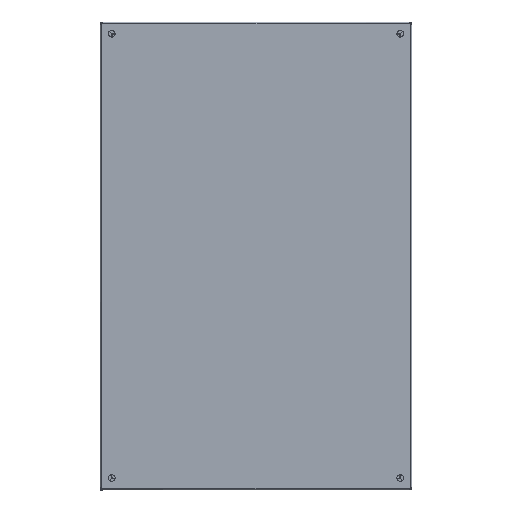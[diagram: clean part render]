
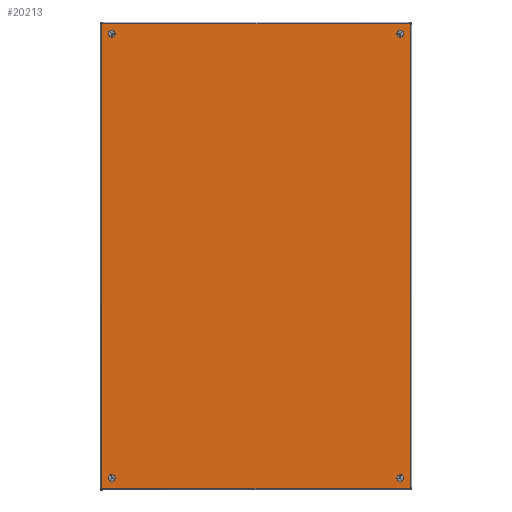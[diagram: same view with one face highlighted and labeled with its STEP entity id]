
A CAD part, top view. The second image highlights one B-rep face of the part: STEP entity #20213.
In plain terms, the highlighted face is planar.
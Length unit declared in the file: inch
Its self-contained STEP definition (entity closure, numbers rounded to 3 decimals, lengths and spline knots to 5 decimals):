
#15298=CARTESIAN_POINT('',(0.53125,0.75,0.0));
#15299=VERTEX_POINT('',#15298);
#15300=CARTESIAN_POINT('',(0.75,0.75,0.0));
#15301=DIRECTION('',(0.0,0.0,1.0));
#15302=DIRECTION('',(1.0,0.0,0.0));
#15303=AXIS2_PLACEMENT_3D('',#15300,#15301,#15302);
#15304=CIRCLE('',#15303,0.21875);
#15305=EDGE_CURVE('',#15299,#15299,#15304,.T.);
#15326=CARTESIAN_POINT('',(19.03125,0.75,0.0));
#15327=VERTEX_POINT('',#15326);
#15328=CARTESIAN_POINT('',(19.25,0.75,0.0));
#15329=DIRECTION('',(0.0,0.0,1.0));
#15330=DIRECTION('',(1.0,0.0,0.0));
#15331=AXIS2_PLACEMENT_3D('',#15328,#15329,#15330);
#15332=CIRCLE('',#15331,0.21875);
#15333=EDGE_CURVE('',#15327,#15327,#15332,.T.);
#15354=CARTESIAN_POINT('',(0.53125,29.25,0.0));
#15355=VERTEX_POINT('',#15354);
#15356=CARTESIAN_POINT('',(0.75,29.25,0.0));
#15357=DIRECTION('',(0.0,0.0,1.0));
#15358=DIRECTION('',(1.0,0.0,0.0));
#15359=AXIS2_PLACEMENT_3D('',#15356,#15357,#15358);
#15360=CIRCLE('',#15359,0.21875);
#15361=EDGE_CURVE('',#15355,#15355,#15360,.T.);
#15382=CARTESIAN_POINT('',(19.03125,29.25,0.0));
#15383=VERTEX_POINT('',#15382);
#15384=CARTESIAN_POINT('',(19.25,29.25,0.0));
#15385=DIRECTION('',(0.0,0.0,1.0));
#15386=DIRECTION('',(1.0,0.0,0.0));
#15387=AXIS2_PLACEMENT_3D('',#15384,#15385,#15386);
#15388=CIRCLE('',#15387,0.21875);
#15389=EDGE_CURVE('',#15383,#15383,#15388,.T.);
#18991=CARTESIAN_POINT('',(19.89475,29.88277,0.0));
#18992=VERTEX_POINT('',#18991);
#19089=CARTESIAN_POINT('',(19.89475,0.11723,0.0));
#19090=VERTEX_POINT('',#19089);
#19133=CARTESIAN_POINT('',(19.89475,29.88277,0.0));
#19134=DIRECTION('',(0.0,-1.0,0.0));
#19135=VECTOR('',#19134,29.76553);
#19136=LINE('',#19133,#19135);
#19137=EDGE_CURVE('',#18992,#19090,#19136,.T.);
#19308=CARTESIAN_POINT('',(0.11723,29.89475,0.));
#19309=VERTEX_POINT('',#19308);
#19406=CARTESIAN_POINT('',(19.88277,29.89475,0.0));
#19407=VERTEX_POINT('',#19406);
#19450=CARTESIAN_POINT('',(0.11723,29.89475,0.0));
#19451=DIRECTION('',(1.0,0.0,0.0));
#19452=VECTOR('',#19451,19.76553);
#19453=LINE('',#19450,#19452);
#19454=EDGE_CURVE('',#19309,#19407,#19453,.T.);
#19621=CARTESIAN_POINT('',(0.10525,0.11723,0.0));
#19622=VERTEX_POINT('',#19621);
#19719=CARTESIAN_POINT('',(0.10525,29.88277,0.0));
#19720=VERTEX_POINT('',#19719);
#19763=CARTESIAN_POINT('',(0.10525,0.11723,0.0));
#19764=DIRECTION('',(0.0,1.0,0.0));
#19765=VECTOR('',#19764,29.76553);
#19766=LINE('',#19763,#19765);
#19767=EDGE_CURVE('',#19622,#19720,#19766,.T.);
#19934=CARTESIAN_POINT('',(19.88277,0.10525,0.0));
#19935=VERTEX_POINT('',#19934);
#19990=CARTESIAN_POINT('',(0.11723,0.10525,0.0));
#19991=VERTEX_POINT('',#19990);
#20005=CARTESIAN_POINT('',(19.88277,0.10525,0.0));
#20006=DIRECTION('',(-1.0,0.0,0.0));
#20007=VECTOR('',#20006,19.76553);
#20008=LINE('',#20005,#20007);
#20009=EDGE_CURVE('',#19935,#19991,#20008,.T.);
#20100=CARTESIAN_POINT('',(0.06211,0.06211,0.0));
#20101=DIRECTION('',(0.0,0.0,1.0));
#20102=DIRECTION('',(1.0,0.0,0.0));
#20103=AXIS2_PLACEMENT_3D('',#20100,#20101,#20102);
#20104=CIRCLE('',#20103,0.07);
#20105=EDGE_CURVE('',#19991,#19622,#20104,.T.);
#20162=CARTESIAN_POINT('',(19.93789,0.06211,0.0));
#20163=DIRECTION('',(0.0,0.0,1.0));
#20164=DIRECTION('',(1.0,0.0,0.0));
#20165=AXIS2_PLACEMENT_3D('',#20162,#20163,#20164);
#20166=CIRCLE('',#20165,0.07);
#20167=EDGE_CURVE('',#19090,#19935,#20166,.T.);
#20174=CARTESIAN_POINT('',(10.,15.,0.0));
#20175=DIRECTION('',(0.0,0.0,1.0));
#20176=DIRECTION('',(1.0,0.0,0.0));
#20177=AXIS2_PLACEMENT_3D('',#20174,#20175,#20176);
#20178=PLANE('',#20177);
#20179=ORIENTED_EDGE('',*,*,#20009,.T.);
#20180=ORIENTED_EDGE('',*,*,#20105,.T.);
#20181=ORIENTED_EDGE('',*,*,#19767,.T.);
#20182=CARTESIAN_POINT('',(0.06211,29.93789,0.0));
#20183=DIRECTION('',(0.0,0.0,1.0));
#20184=DIRECTION('',(1.0,0.0,0.0));
#20185=AXIS2_PLACEMENT_3D('',#20182,#20183,#20184);
#20186=CIRCLE('',#20185,0.07);
#20187=EDGE_CURVE('',#19720,#19309,#20186,.T.);
#20188=ORIENTED_EDGE('',*,*,#20187,.T.);
#20189=ORIENTED_EDGE('',*,*,#19454,.T.);
#20190=CARTESIAN_POINT('',(19.93789,29.93789,0.0));
#20191=DIRECTION('',(0.0,0.0,1.0));
#20192=DIRECTION('',(1.0,0.0,0.0));
#20193=AXIS2_PLACEMENT_3D('',#20190,#20191,#20192);
#20194=CIRCLE('',#20193,0.07);
#20195=EDGE_CURVE('',#19407,#18992,#20194,.T.);
#20196=ORIENTED_EDGE('',*,*,#20195,.T.);
#20197=ORIENTED_EDGE('',*,*,#19137,.T.);
#20198=ORIENTED_EDGE('',*,*,#20167,.T.);
#20199=EDGE_LOOP('',(#20179,#20180,#20181,#20188,#20189,#20196,#20197,#20198));
#20200=FACE_OUTER_BOUND('',#20199,.T.);
#20201=ORIENTED_EDGE('',*,*,#15305,.T.);
#20202=EDGE_LOOP('',(#20201));
#20203=FACE_BOUND('',#20202,.T.);
#20204=ORIENTED_EDGE('',*,*,#15333,.T.);
#20205=EDGE_LOOP('',(#20204));
#20206=FACE_BOUND('',#20205,.T.);
#20207=ORIENTED_EDGE('',*,*,#15361,.T.);
#20208=EDGE_LOOP('',(#20207));
#20209=FACE_BOUND('',#20208,.T.);
#20210=ORIENTED_EDGE('',*,*,#15389,.T.);
#20211=EDGE_LOOP('',(#20210));
#20212=FACE_BOUND('',#20211,.T.);
#20213=ADVANCED_FACE('',(#20200,#20203,#20206,#20209,#20212),#20178,.F.);
